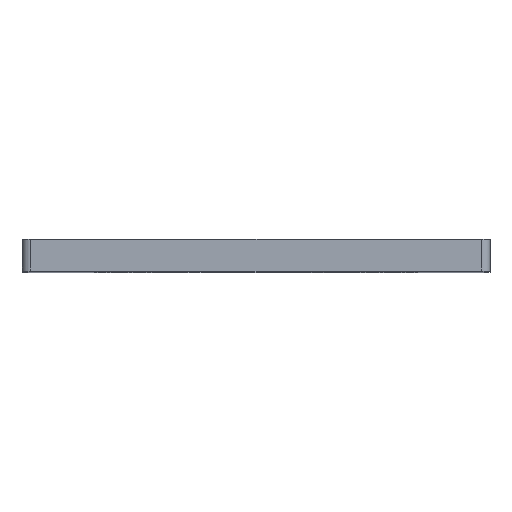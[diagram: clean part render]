
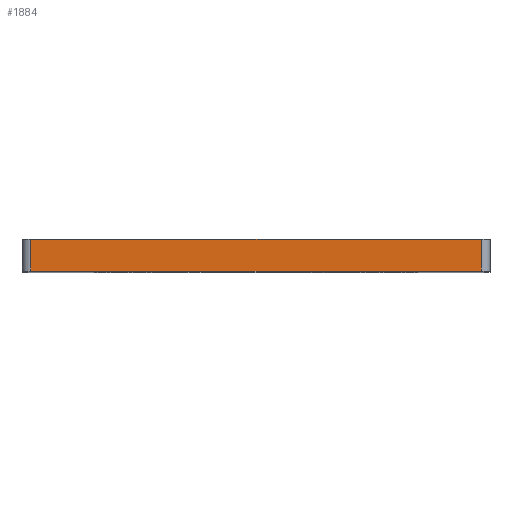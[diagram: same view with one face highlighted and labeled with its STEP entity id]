
A CAD part, top view. The second image highlights one B-rep face of the part: STEP entity #1884.
In plain terms, the highlighted planar face has unit normal (0, 0, 1).
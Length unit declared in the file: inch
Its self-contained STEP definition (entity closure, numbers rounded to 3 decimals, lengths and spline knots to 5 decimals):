
#86 = VERTEX_POINT ( 'NONE', #1711 ) ;
#156 = LINE ( 'NONE', #1894, #1651 ) ;
#230 = EDGE_CURVE ( 'NONE', #967, #1853, #1714, .T. ) ;
#251 = DIRECTION ( 'NONE',  ( 0., 1., 0. ) ) ;
#274 = EDGE_CURVE ( 'NONE', #86, #1084, #156, .T. ) ;
#277 = VECTOR ( 'NONE', #1312, 39.37008 ) ;
#377 = CARTESIAN_POINT ( 'NONE',  ( 0.635, 0.09, 2.15533 ) ) ;
#418 = EDGE_CURVE ( 'NONE', #967, #1084, #663, .T. ) ;
#456 = ORIENTED_EDGE ( 'NONE', *, *, #274, .T. ) ;
#490 = EDGE_CURVE ( 'NONE', #86, #1853, #1786, .T. ) ;
#528 = DIRECTION ( 'NONE',  ( 1., 0., 0. ) ) ;
#536 = CARTESIAN_POINT ( 'NONE',  ( 0.635, 0., 2.15533 ) ) ;
#609 = PLANE ( 'NONE',  #1152 ) ;
#663 = LINE ( 'NONE', #1670, #277 ) ;
#680 = CARTESIAN_POINT ( 'NONE',  ( -0.66, 0.09, 2.15533 ) ) ;
#755 = DIRECTION ( 'NONE',  ( 0., 0., 1. ) ) ;
#878 = VECTOR ( 'NONE', #251, 39.37008 ) ;
#883 = FACE_OUTER_BOUND ( 'NONE', #1835, .T. ) ;
#967 = VERTEX_POINT ( 'NONE', #536 ) ;
#1016 = CARTESIAN_POINT ( 'NONE',  ( 0.635, 0.09, 2.15533 ) ) ;
#1084 = VERTEX_POINT ( 'NONE', #1246 ) ;
#1114 = ORIENTED_EDGE ( 'NONE', *, *, #490, .F. ) ;
#1152 = AXIS2_PLACEMENT_3D ( 'NONE', #1662, #755, #1838 ) ;
#1246 = CARTESIAN_POINT ( 'NONE',  ( -0.635, 0., 2.15533 ) ) ;
#1312 = DIRECTION ( 'NONE',  ( -1., 0., 0. ) ) ;
#1349 = ORIENTED_EDGE ( 'NONE', *, *, #418, .F. ) ;
#1384 = DIRECTION ( 'NONE',  ( 0., -1., 0. ) ) ;
#1651 = VECTOR ( 'NONE', #1384, 39.37008 ) ;
#1662 = CARTESIAN_POINT ( 'NONE',  ( -0.66, -1.51819, 2.15533 ) ) ;
#1670 = CARTESIAN_POINT ( 'NONE',  ( -0.66, 0., 2.15533 ) ) ;
#1711 = CARTESIAN_POINT ( 'NONE',  ( -0.635, 0.09, 2.15533 ) ) ;
#1714 = LINE ( 'NONE', #377, #878 ) ;
#1734 = VECTOR ( 'NONE', #528, 39.37008 ) ;
#1786 = LINE ( 'NONE', #680, #1734 ) ;
#1835 = EDGE_LOOP ( 'NONE', ( #1114, #456, #1349, #1907 ) ) ;
#1838 = DIRECTION ( 'NONE',  ( 1., 0., 0. ) ) ;
#1853 = VERTEX_POINT ( 'NONE', #1016 ) ;
#1884 = ADVANCED_FACE ( 'NONE', ( #883 ), #609, .T. ) ;
#1894 = CARTESIAN_POINT ( 'NONE',  ( -0.635, 0., 2.15533 ) ) ;
#1907 = ORIENTED_EDGE ( 'NONE', *, *, #230, .T. ) ;
